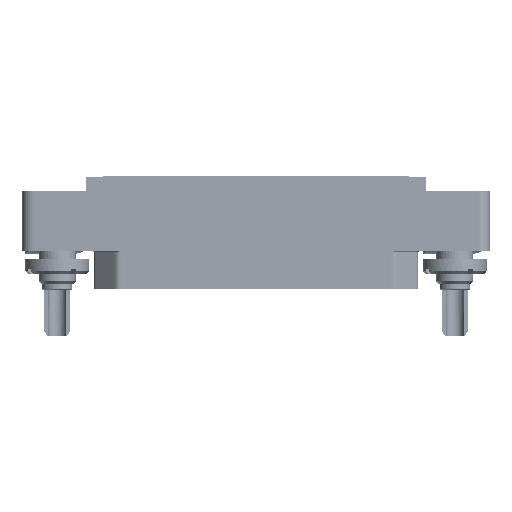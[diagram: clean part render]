
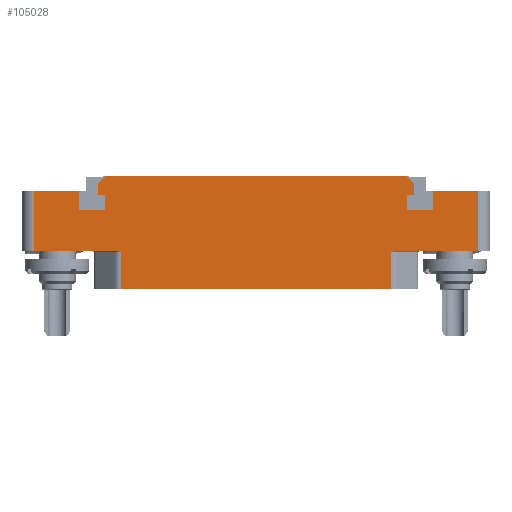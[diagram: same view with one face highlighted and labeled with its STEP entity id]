
A CAD part, top view. The second image highlights one B-rep face of the part: STEP entity #105028.
In plain terms, the highlighted planar face has unit normal (0, 0, 1).
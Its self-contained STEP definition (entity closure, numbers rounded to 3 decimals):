
#1=DIRECTION('',(1.,0.,0.));
#2=VECTOR('',#1,7.8);
#3=CARTESIAN_POINT('',(-38.,10.25,7.));
#4=LINE('',#3,#2);
#5=DIRECTION('',(0.,-1.,0.));
#6=VECTOR('',#5,3.2);
#7=CARTESIAN_POINT('',(-30.2,10.25,7.));
#8=LINE('',#7,#6);
#9=DIRECTION('',(1.,0.,0.));
#10=VECTOR('',#9,4.4);
#11=CARTESIAN_POINT('',(-30.2,7.05,7.));
#12=LINE('',#11,#10);
#13=DIRECTION('',(0.,1.,0.));
#14=VECTOR('',#13,2.6);
#15=CARTESIAN_POINT('',(-25.8,7.05,7.));
#16=LINE('',#15,#14);
#17=DIRECTION('',(-1.,0.,0.));
#18=VECTOR('',#17,1.2);
#19=CARTESIAN_POINT('',(-25.8,9.65,7.));
#20=LINE('',#19,#18);
#21=DIRECTION('',(0.,-1.,0.));
#22=VECTOR('',#21,1.9);
#23=CARTESIAN_POINT('',(-27.,11.55,7.));
#24=LINE('',#23,#22);
#25=DIRECTION('',(1.,0.,0.));
#26=VECTOR('',#25,51.6);
#27=CARTESIAN_POINT('',(-25.8,12.75,7.));
#28=LINE('',#27,#26);
#29=DIRECTION('',(0.,-1.,0.));
#30=VECTOR('',#29,1.9);
#31=CARTESIAN_POINT('',(27.,11.55,7.));
#32=LINE('',#31,#30);
#33=DIRECTION('',(-1.,0.,0.));
#34=VECTOR('',#33,1.2);
#35=CARTESIAN_POINT('',(27.,9.65,7.));
#36=LINE('',#35,#34);
#37=DIRECTION('',(0.,-1.,0.));
#38=VECTOR('',#37,2.6);
#39=CARTESIAN_POINT('',(25.8,9.65,7.));
#40=LINE('',#39,#38);
#41=DIRECTION('',(1.,0.,0.));
#42=VECTOR('',#41,4.4);
#43=CARTESIAN_POINT('',(25.8,7.05,7.));
#44=LINE('',#43,#42);
#45=DIRECTION('',(0.,1.,0.));
#46=VECTOR('',#45,3.2);
#47=CARTESIAN_POINT('',(30.2,7.05,7.));
#48=LINE('',#47,#46);
#49=DIRECTION('',(1.,0.,0.));
#50=VECTOR('',#49,7.8);
#51=CARTESIAN_POINT('',(30.2,10.25,7.));
#52=LINE('',#51,#50);
#109=DIRECTION('',(1.,0.,0.));
#110=VECTOR('',#109,14.082);
#111=CARTESIAN_POINT('',(23.918,0.,7.));
#112=LINE('',#111,#110);
#3676=DIRECTION('',(-1.,0.,0.));
#3677=VECTOR('',#3676,46.236);
#3678=CARTESIAN_POINT('',(23.118,-6.5,7.));
#3679=LINE('',#3678,#3677);
#3767=DIRECTION('',(1.,0.,0.));
#3768=VECTOR('',#3767,14.082);
#3769=CARTESIAN_POINT('',(-38.,0.,7.));
#3770=LINE('',#3769,#3768);
#7201=DIRECTION('',(0.,-1.,0.));
#7202=VECTOR('',#7201,10.25);
#7203=CARTESIAN_POINT('',(-38.,10.25,7.));
#7204=LINE('',#7203,#7202);
#9939=DIRECTION('',(0.707,-0.707,0.));
#9940=VECTOR('',#9939,1.697);
#9941=CARTESIAN_POINT('',(25.8,12.75,7.));
#9942=LINE('',#9941,#9940);
#9947=DIRECTION('',(-0.707,-0.707,0.));
#9948=VECTOR('',#9947,1.697);
#9949=CARTESIAN_POINT('',(-25.8,12.75,7.));
#9950=LINE('',#9949,#9948);
#73285=CARTESIAN_POINT('',(-23.918,0.,7.));
#73286=CARTESIAN_POINT('',(-23.907,0.,7.));
#73287=CARTESIAN_POINT('',(-23.884,0.,7.));
#73288=CARTESIAN_POINT('',(-23.85,-0.002,7.));
#73289=CARTESIAN_POINT('',(-23.814,-0.005,7.));
#73290=CARTESIAN_POINT('',(-23.776,-0.01,7.));
#73291=CARTESIAN_POINT('',(-23.734,-0.016,7.));
#73292=CARTESIAN_POINT('',(-23.688,-0.024,7.));
#73293=CARTESIAN_POINT('',(-23.636,-0.035,7.));
#73294=CARTESIAN_POINT('',(-23.577,-0.049,7.));
#73295=CARTESIAN_POINT('',(-23.515,-0.066,7.));
#73296=CARTESIAN_POINT('',(-23.451,-0.085,7.));
#73297=CARTESIAN_POINT('',(-23.385,-0.106,7.));
#73298=CARTESIAN_POINT('',(-23.318,-0.128,7.));
#73299=CARTESIAN_POINT('',(-23.251,-0.152,7.));
#73300=CARTESIAN_POINT('',(-23.184,-0.176,7.));
#73301=CARTESIAN_POINT('',(-23.14,-0.192,7.));
#73302=CARTESIAN_POINT('',(-23.118,-0.2,7.));
#73304=DIRECTION('',(0.,1.,0.));
#73305=VECTOR('',#73304,6.3);
#73306=CARTESIAN_POINT('',(-23.118,-6.5,7.));
#73307=LINE('',#73306,#73305);
#73380=DIRECTION('',(0.,1.,0.));
#73381=VECTOR('',#73380,6.3);
#73382=CARTESIAN_POINT('',(23.118,-6.5,7.));
#73383=LINE('',#73382,#73381);
#73389=CARTESIAN_POINT('',(23.118,-0.2,7.));
#73390=CARTESIAN_POINT('',(23.14,-0.192,7.));
#73391=CARTESIAN_POINT('',(23.184,-0.176,7.));
#73392=CARTESIAN_POINT('',(23.251,-0.152,7.));
#73393=CARTESIAN_POINT('',(23.318,-0.128,7.));
#73394=CARTESIAN_POINT('',(23.385,-0.106,7.));
#73395=CARTESIAN_POINT('',(23.451,-0.085,7.));
#73396=CARTESIAN_POINT('',(23.515,-0.066,7.));
#73397=CARTESIAN_POINT('',(23.577,-0.049,7.));
#73398=CARTESIAN_POINT('',(23.636,-0.035,7.));
#73399=CARTESIAN_POINT('',(23.688,-0.024,7.));
#73400=CARTESIAN_POINT('',(23.734,-0.016,7.));
#73401=CARTESIAN_POINT('',(23.776,-0.01,7.));
#73402=CARTESIAN_POINT('',(23.814,-0.005,7.));
#73403=CARTESIAN_POINT('',(23.85,-0.002,7.));
#73404=CARTESIAN_POINT('',(23.884,0.,7.));
#73405=CARTESIAN_POINT('',(23.907,0.,7.));
#73406=CARTESIAN_POINT('',(23.918,0.,7.));
#86591=DIRECTION('',(0.,1.,0.));
#86592=VECTOR('',#86591,10.25);
#86593=CARTESIAN_POINT('',(38.,0.,7.));
#86594=LINE('',#86593,#86592);
#89128=CARTESIAN_POINT('',(-30.2,10.25,7.));
#89129=CARTESIAN_POINT('',(-30.2,7.05,7.));
#89130=VERTEX_POINT('',#89128);
#89131=VERTEX_POINT('',#89129);
#89132=CARTESIAN_POINT('',(-25.8,7.05,7.));
#89133=VERTEX_POINT('',#89132);
#89134=CARTESIAN_POINT('',(-25.8,9.65,7.));
#89135=VERTEX_POINT('',#89134);
#89136=CARTESIAN_POINT('',(-27.,9.65,7.));
#89137=VERTEX_POINT('',#89136);
#89138=CARTESIAN_POINT('',(27.,9.65,7.));
#89139=CARTESIAN_POINT('',(25.8,9.65,7.));
#89140=VERTEX_POINT('',#89138);
#89141=VERTEX_POINT('',#89139);
#89142=CARTESIAN_POINT('',(25.8,7.05,7.));
#89143=VERTEX_POINT('',#89142);
#89144=CARTESIAN_POINT('',(30.2,7.05,7.));
#89145=VERTEX_POINT('',#89144);
#89146=CARTESIAN_POINT('',(30.2,10.25,7.));
#89147=VERTEX_POINT('',#89146);
#89152=CARTESIAN_POINT('',(-27.,11.55,7.));
#89154=VERTEX_POINT('',#89152);
#89156=CARTESIAN_POINT('',(-25.8,12.75,7.));
#89157=VERTEX_POINT('',#89156);
#89158=CARTESIAN_POINT('',(27.,11.55,7.));
#89160=VERTEX_POINT('',#89158);
#89162=CARTESIAN_POINT('',(25.8,12.75,7.));
#89163=VERTEX_POINT('',#89162);
#89240=CARTESIAN_POINT('',(38.,0.,7.));
#89241=CARTESIAN_POINT('',(38.,10.25,7.));
#89242=VERTEX_POINT('',#89240);
#89243=VERTEX_POINT('',#89241);
#89248=CARTESIAN_POINT('',(-38.,10.25,7.));
#89249=CARTESIAN_POINT('',(-38.,0.,7.));
#89250=VERTEX_POINT('',#89248);
#89251=VERTEX_POINT('',#89249);
#89473=CARTESIAN_POINT('',(23.118,-6.5,7.));
#89475=VERTEX_POINT('',#89473);
#89476=CARTESIAN_POINT('',(-23.118,-6.5,7.));
#89478=VERTEX_POINT('',#89476);
#89508=CARTESIAN_POINT('',(-23.118,-0.2,7.));
#89509=VERTEX_POINT('',#89508);
#89510=CARTESIAN_POINT('',(-23.918,0.,7.));
#89511=VERTEX_POINT('',#89510);
#89512=CARTESIAN_POINT('',(23.118,-0.2,7.));
#89514=VERTEX_POINT('',#89512);
#89516=CARTESIAN_POINT('',(23.918,0.,7.));
#89518=VERTEX_POINT('',#89516);
#104973=CARTESIAN_POINT('',(0.,0.,7.));
#104974=DIRECTION('',(0.,0.,-1.));
#104975=DIRECTION('',(-1.,0.,0.));
#104976=AXIS2_PLACEMENT_3D('',#104973,#104974,#104975);
#104977=PLANE('',#104976);
#104979=ORIENTED_EDGE('',*,*,#104978,.F.);
#104981=ORIENTED_EDGE('',*,*,#104980,.F.);
#104983=ORIENTED_EDGE('',*,*,#104982,.F.);
#104985=ORIENTED_EDGE('',*,*,#104984,.T.);
#104987=ORIENTED_EDGE('',*,*,#104986,.T.);
#104989=ORIENTED_EDGE('',*,*,#104988,.F.);
#104991=ORIENTED_EDGE('',*,*,#104990,.F.);
#104993=ORIENTED_EDGE('',*,*,#104992,.F.);
#104995=ORIENTED_EDGE('',*,*,#104994,.T.);
#104997=ORIENTED_EDGE('',*,*,#104996,.T.);
#104999=ORIENTED_EDGE('',*,*,#104998,.T.);
#105001=ORIENTED_EDGE('',*,*,#105000,.T.);
#105003=ORIENTED_EDGE('',*,*,#105002,.T.);
#105005=ORIENTED_EDGE('',*,*,#105004,.F.);
#105007=ORIENTED_EDGE('',*,*,#105006,.F.);
#105009=ORIENTED_EDGE('',*,*,#105008,.T.);
#105011=ORIENTED_EDGE('',*,*,#105010,.T.);
#105013=ORIENTED_EDGE('',*,*,#105012,.T.);
#105015=ORIENTED_EDGE('',*,*,#105014,.T.);
#105017=ORIENTED_EDGE('',*,*,#105016,.T.);
#105019=ORIENTED_EDGE('',*,*,#105018,.T.);
#105021=ORIENTED_EDGE('',*,*,#105020,.T.);
#105023=ORIENTED_EDGE('',*,*,#105022,.T.);
#105025=ORIENTED_EDGE('',*,*,#105024,.F.);
#105026=EDGE_LOOP('',(#104979,#104981,#104983,#104985,#104987,#104989,#104991,
#104993,#104995,#104997,#104999,#105001,#105003,#105005,#105007,#105009,#105011,
#105013,#105015,#105017,#105019,#105021,#105023,#105025));
#105027=FACE_OUTER_BOUND('',#105026,.F.);
#105028=ADVANCED_FACE('',(#105027),#104977,.F.);
#73303=B_SPLINE_CURVE_WITH_KNOTS('',3,(#73285,#73286,#73287,#73288,#73289,
#73290,#73291,#73292,#73293,#73294,#73295,#73296,#73297,#73298,#73299,#73300,
#73301,#73302),.UNSPECIFIED.,.F.,.F.,(4,1,1,1,1,1,1,1,1,1,1,1,1,1,1,4),(0.,
0.067,0.133,0.2,0.267,0.333,
0.4,0.467,0.533,0.6,0.667,
0.733,0.8,0.867,0.933,1.),
.UNSPECIFIED.);
#73407=B_SPLINE_CURVE_WITH_KNOTS('',3,(#73389,#73390,#73391,#73392,#73393,
#73394,#73395,#73396,#73397,#73398,#73399,#73400,#73401,#73402,#73403,#73404,
#73405,#73406),.UNSPECIFIED.,.F.,.F.,(4,1,1,1,1,1,1,1,1,1,1,1,1,1,1,4),(0.,
0.067,0.133,0.2,0.267,0.333,
0.4,0.467,0.533,0.6,0.667,
0.733,0.8,0.867,0.933,1.),
.UNSPECIFIED.);
#104978=EDGE_CURVE('',#89518,#89242,#112,.T.);
#104980=EDGE_CURVE('',#89514,#89518,#73407,.T.);
#104982=EDGE_CURVE('',#89475,#89514,#73383,.T.);
#104984=EDGE_CURVE('',#89475,#89478,#3679,.T.);
#104986=EDGE_CURVE('',#89478,#89509,#73307,.T.);
#104988=EDGE_CURVE('',#89511,#89509,#73303,.T.);
#104990=EDGE_CURVE('',#89251,#89511,#3770,.T.);
#104992=EDGE_CURVE('',#89250,#89251,#7204,.T.);
#104994=EDGE_CURVE('',#89250,#89130,#4,.T.);
#104996=EDGE_CURVE('',#89130,#89131,#8,.T.);
#104998=EDGE_CURVE('',#89131,#89133,#12,.T.);
#105000=EDGE_CURVE('',#89133,#89135,#16,.T.);
#105002=EDGE_CURVE('',#89135,#89137,#20,.T.);
#105004=EDGE_CURVE('',#89154,#89137,#24,.T.);
#105006=EDGE_CURVE('',#89157,#89154,#9950,.T.);
#105008=EDGE_CURVE('',#89157,#89163,#28,.T.);
#105010=EDGE_CURVE('',#89163,#89160,#9942,.T.);
#105012=EDGE_CURVE('',#89160,#89140,#32,.T.);
#105014=EDGE_CURVE('',#89140,#89141,#36,.T.);
#105016=EDGE_CURVE('',#89141,#89143,#40,.T.);
#105018=EDGE_CURVE('',#89143,#89145,#44,.T.);
#105020=EDGE_CURVE('',#89145,#89147,#48,.T.);
#105022=EDGE_CURVE('',#89147,#89243,#52,.T.);
#105024=EDGE_CURVE('',#89242,#89243,#86594,.T.);
